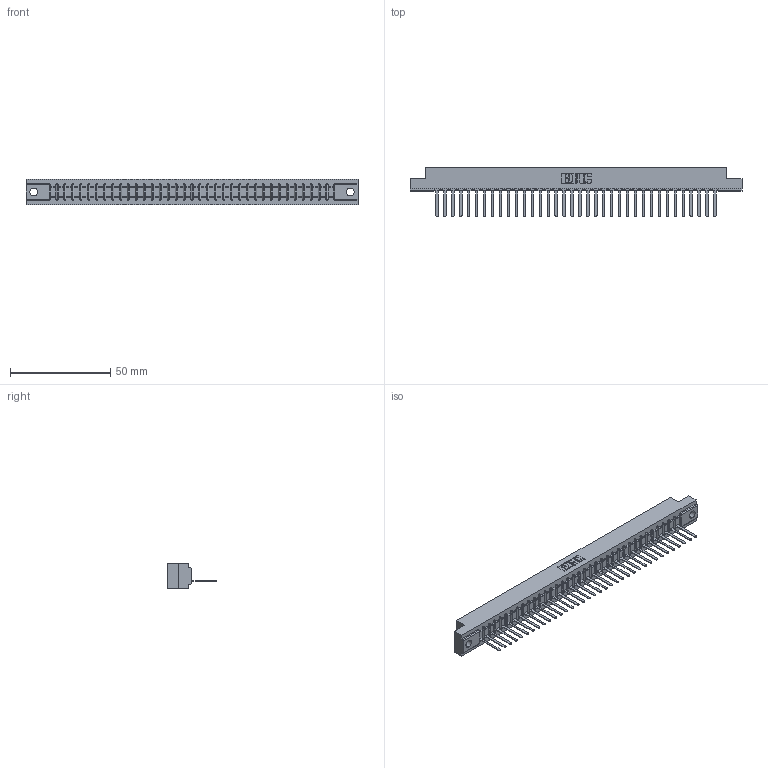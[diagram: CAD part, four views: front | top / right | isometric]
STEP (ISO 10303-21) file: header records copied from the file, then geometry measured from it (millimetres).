
FILE_DESCRIPTION (( 'STEP AP203' ), '1' );
FILE_NAME ('357-036-541-102.STEP', '2019-09-17T06:33:35', ( '' ), ( '' ), 'SwSTEP 2.0', 'SolidWorks 2016', '' );
FILE_SCHEMA (( 'CONFIG_CONTROL_DESIGN' ));
Length unit declared in the file: inch
Products named in the file (3): 357-036-541-102; 307 Part_.128 Dia Mounting Holes; 307-290-002_541
Assembly tree (37 placements, depth 2):
  357-036-541-102
    307 Part_.128 Dia Mounting Holes
    307-290-002_541  x36
Bounding box: 165.66 x 24.59 x 12.7 mm (x, y, z)
Volume: 17696.6 mm3; surface area: 22576.8 mm2
Topology: 37 solids, 37 shells, 2819 faces, 8675 edges, 5682 vertices
Faces by surface type: plane 1690, cylinder 1055, sphere 74
Entity records: 32322 total; most frequent: CARTESIAN_POINT 5452, ORIENTED_EDGE 5442, DIRECTION 5299, EDGE_CURVE 2721, VECTOR 2081, LINE 2081, VERTEX_POINT 1762, AXIS2_PLACEMENT_3D 1609
